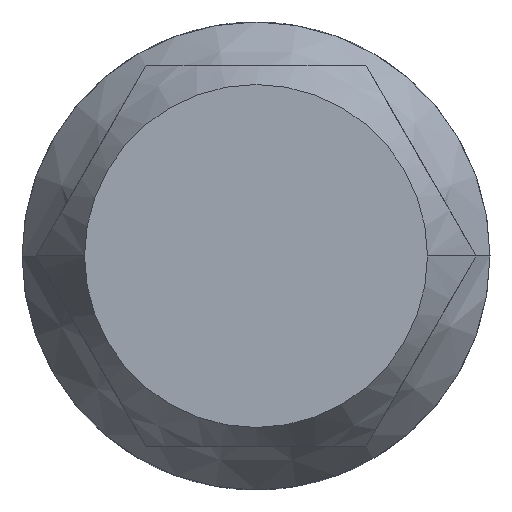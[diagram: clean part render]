
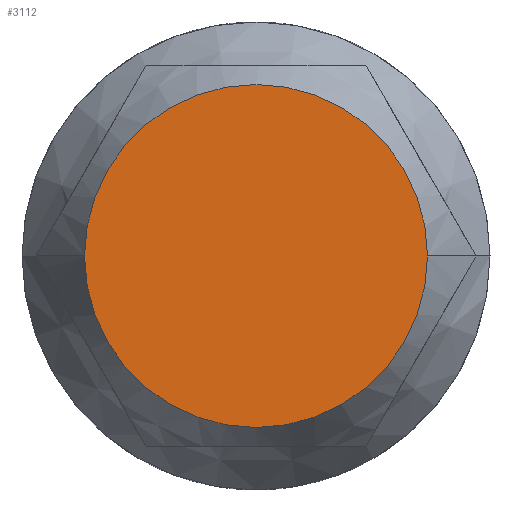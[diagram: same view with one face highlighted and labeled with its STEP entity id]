
A CAD part, front view. The second image highlights one B-rep face of the part: STEP entity #3112.
In plain terms, the highlighted planar face has unit normal (0, -1, 0).
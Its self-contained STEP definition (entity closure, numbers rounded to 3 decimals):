
#368 = DIRECTION ( 'NONE',  ( 0., -1., 0. ) ) ;
#631 = CARTESIAN_POINT ( 'NONE',  ( -2.858, 0., 0. ) ) ;
#713 = DIRECTION ( 'NONE',  ( -1., 0., 0. ) ) ;
#744 = ORIENTED_EDGE ( 'NONE', *, *, #1370, .T. ) ;
#751 = CARTESIAN_POINT ( 'NONE',  ( 0., 0., 0. ) ) ;
#901 = CARTESIAN_POINT ( 'NONE',  ( 0., 0., 6.35 ) ) ;
#1233 = DIRECTION ( 'NONE',  ( -1., 0., 0. ) ) ;
#1278 = CIRCLE ( 'NONE', #3456, 2.858 ) ;
#1370 = EDGE_CURVE ( 'NONE', #2082, #3246, #3745, .T. ) ;
#1436 = DIRECTION ( 'NONE',  ( -1., 0., 0. ) ) ;
#1713 = EDGE_CURVE ( 'NONE', #3246, #2082, #1278, .T. ) ;
#2082 = VERTEX_POINT ( 'NONE', #2196 ) ;
#2196 = CARTESIAN_POINT ( 'NONE',  ( 2.858, 0., 0. ) ) ;
#2289 = AXIS2_PLACEMENT_3D ( 'NONE', #901, #2647, #1436 ) ;
#2623 = CARTESIAN_POINT ( 'NONE',  ( 0., 0., 0. ) ) ;
#2647 = DIRECTION ( 'NONE',  ( 0., -1., 0. ) ) ;
#2856 = AXIS2_PLACEMENT_3D ( 'NONE', #751, #3353, #713 ) ;
#2955 = PLANE ( 'NONE',  #2289 ) ;
#3096 = EDGE_LOOP ( 'NONE', ( #744, #3688 ) ) ;
#3112 = ADVANCED_FACE ( 'Defeature ausgef�hrt1_30', ( #3584 ), #2955, .T. ) ;
#3246 = VERTEX_POINT ( 'NONE', #631 ) ;
#3353 = DIRECTION ( 'NONE',  ( 0., -1., 0. ) ) ;
#3456 = AXIS2_PLACEMENT_3D ( 'NONE', #2623, #368, #1233 ) ;
#3584 = FACE_OUTER_BOUND ( 'NONE', #3096, .T. ) ;
#3688 = ORIENTED_EDGE ( 'NONE', *, *, #1713, .T. ) ;
#3745 = CIRCLE ( 'NONE', #2856, 2.858 ) ;
